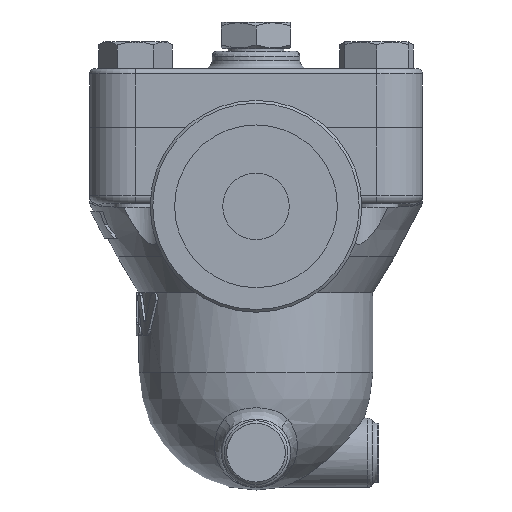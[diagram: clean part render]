
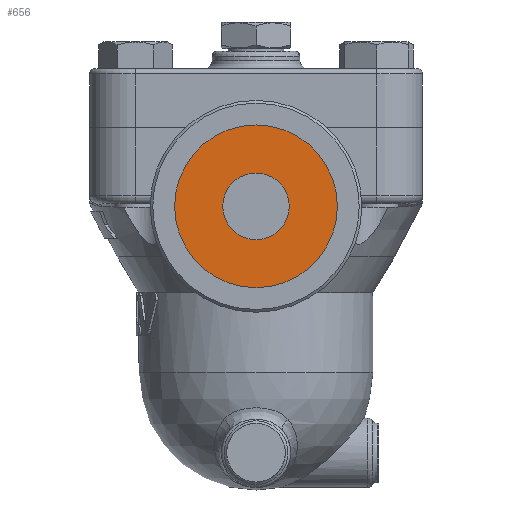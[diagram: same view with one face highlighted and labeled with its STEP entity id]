
A CAD part, left-side view. The second image highlights one B-rep face of the part: STEP entity #656.
In plain terms, the highlighted free-form (B-spline) face has degree [1, 1] with [2, 2] control points.
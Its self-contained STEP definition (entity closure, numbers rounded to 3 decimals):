
#614=CARTESIAN_POINT('',(-99.,0.0,-17.));
#615=VERTEX_POINT('',#614);
#616=CARTESIAN_POINT('',(-99.,0.0,-29.5));
#617=DIRECTION('',(-1.0,0.0,0.0));
#618=DIRECTION('',(0.0,0.0,1.0));
#619=AXIS2_PLACEMENT_3D('',#616,#617,#618);
#620=CIRCLE('',#619,12.5);
#621=EDGE_CURVE('',#615,#615,#620,.T.);
#637=CARTESIAN_POINT('',(-99.,30.55,1.05));
#638=CARTESIAN_POINT('',(-99.0,30.55,-60.05));
#639=CARTESIAN_POINT('',(-99.,-30.55,1.05));
#640=CARTESIAN_POINT('',(-99.,-30.55,-60.05));
#641=B_SPLINE_SURFACE_WITH_KNOTS('',1,1,((#637,#639),(#638,#640)),.UNSPECIFIED.,.F.,.F.,.U.,(2,2),(2,2),(0.0,61.1),(0.0,61.1),.UNSPECIFIED.);
#642=CARTESIAN_POINT('',(-99.,0.0,1.05));
#643=VERTEX_POINT('',#642);
#644=CARTESIAN_POINT('',(-99.,0.0,-29.5));
#645=DIRECTION('',(-1.0,0.0,0.0));
#646=DIRECTION('',(0.0,0.0,1.0));
#647=AXIS2_PLACEMENT_3D('',#644,#645,#646);
#648=CIRCLE('',#647,30.55);
#649=EDGE_CURVE('',#643,#643,#648,.T.);
#650=ORIENTED_EDGE('',*,*,#649,.T.);
#651=EDGE_LOOP('',(#650));
#652=FACE_OUTER_BOUND('',#651,.T.);
#653=ORIENTED_EDGE('',*,*,#621,.F.);
#654=EDGE_LOOP('',(#653));
#655=FACE_BOUND('',#654,.T.);
#656=ADVANCED_FACE('',(#652,#655),#641,.T.);
